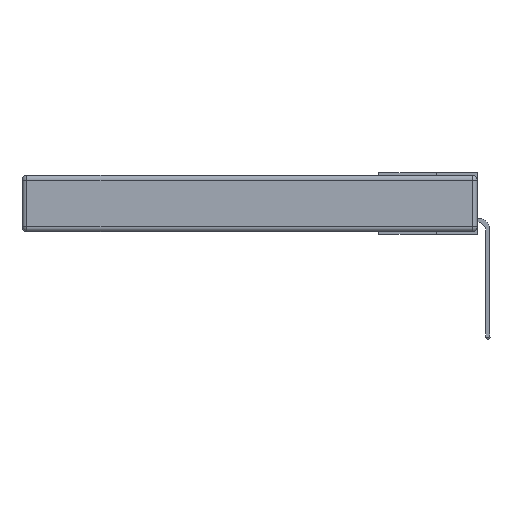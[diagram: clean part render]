
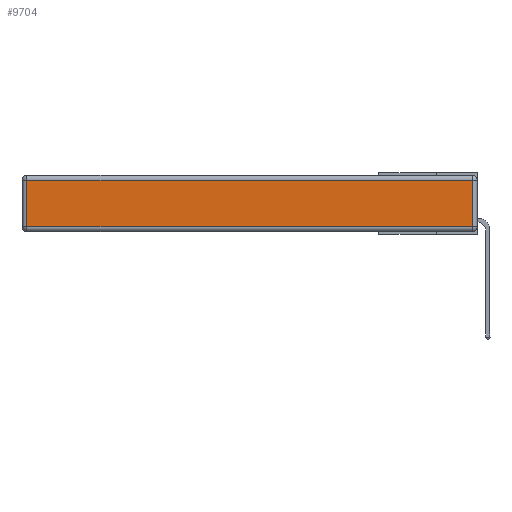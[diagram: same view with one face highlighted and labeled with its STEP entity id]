
A CAD part, left-side view. The second image highlights one B-rep face of the part: STEP entity #9704.
In plain terms, the highlighted planar face has unit normal (-1, 0, 0).
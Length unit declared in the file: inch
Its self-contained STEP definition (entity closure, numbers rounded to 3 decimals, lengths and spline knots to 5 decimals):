
#38 = DIRECTION ( 'NONE',  ( 0., 0., -1. ) ) ;
#848 = DIRECTION ( 'NONE',  ( 0., 0., 1. ) ) ;
#979 = EDGE_CURVE ( 'NONE', #7160, #11973, #2482, .T. ) ;
#2414 = DIRECTION ( 'NONE',  ( 0., 1., 0. ) ) ;
#2482 = LINE ( 'NONE', #6842, #9897 ) ;
#3518 = CARTESIAN_POINT ( 'NONE',  ( 0., 0., -0.343 ) ) ;
#3567 = CARTESIAN_POINT ( 'NONE',  ( 0., 0.03, -0.03 ) ) ;
#3728 = DIRECTION ( 'NONE',  ( 0., 0., 1. ) ) ;
#3740 = LINE ( 'NONE', #15801, #6701 ) ;
#3753 = CARTESIAN_POINT ( 'NONE',  ( 0., 2.72, -0.313 ) ) ;
#3815 = LINE ( 'NONE', #10474, #15224 ) ;
#3958 = LINE ( 'NONE', #13221, #17272 ) ;
#4879 = VERTEX_POINT ( 'NONE', #3567 ) ;
#5132 = AXIS2_PLACEMENT_3D ( 'NONE', #3518, #14270, #848 ) ;
#5137 = VERTEX_POINT ( 'NONE', #7003 ) ;
#6701 = VECTOR ( 'NONE', #17152, 39.37008 ) ;
#6735 = EDGE_LOOP ( 'NONE', ( #11048, #8708, #9865, #7046 ) ) ;
#6842 = CARTESIAN_POINT ( 'NONE',  ( 0., 2.72, -0.343 ) ) ;
#7003 = CARTESIAN_POINT ( 'NONE',  ( 0., 0.03, -0.313 ) ) ;
#7046 = ORIENTED_EDGE ( 'NONE', *, *, #979, .T. ) ;
#7160 = VERTEX_POINT ( 'NONE', #8425 ) ;
#8189 = EDGE_CURVE ( 'NONE', #5137, #4879, #3815, .T. ) ;
#8425 = CARTESIAN_POINT ( 'NONE',  ( 0., 2.72, -0.03 ) ) ;
#8708 = ORIENTED_EDGE ( 'NONE', *, *, #8189, .T. ) ;
#9704 = ADVANCED_FACE ( 'NONE', ( #16580 ), #14433, .T. ) ;
#9865 = ORIENTED_EDGE ( 'NONE', *, *, #16377, .T. ) ;
#9897 = VECTOR ( 'NONE', #38, 39.37008 ) ;
#10474 = CARTESIAN_POINT ( 'NONE',  ( 0., 0.03, -0.343 ) ) ;
#11048 = ORIENTED_EDGE ( 'NONE', *, *, #16932, .T. ) ;
#11973 = VERTEX_POINT ( 'NONE', #3753 ) ;
#13221 = CARTESIAN_POINT ( 'NONE',  ( 0., 2.75, -0.03 ) ) ;
#14270 = DIRECTION ( 'NONE',  ( -1., 0., 0. ) ) ;
#14433 = PLANE ( 'NONE',  #5132 ) ;
#15224 = VECTOR ( 'NONE', #3728, 39.37008 ) ;
#15801 = CARTESIAN_POINT ( 'NONE',  ( 0., 0., -0.313 ) ) ;
#16377 = EDGE_CURVE ( 'NONE', #4879, #7160, #3958, .T. ) ;
#16580 = FACE_OUTER_BOUND ( 'NONE', #6735, .T. ) ;
#16932 = EDGE_CURVE ( 'NONE', #11973, #5137, #3740, .T. ) ;
#17152 = DIRECTION ( 'NONE',  ( 0., -1., 0. ) ) ;
#17272 = VECTOR ( 'NONE', #2414, 39.37008 ) ;
